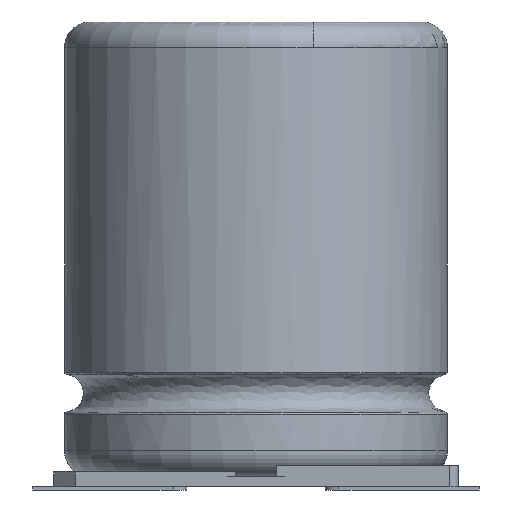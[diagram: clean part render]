
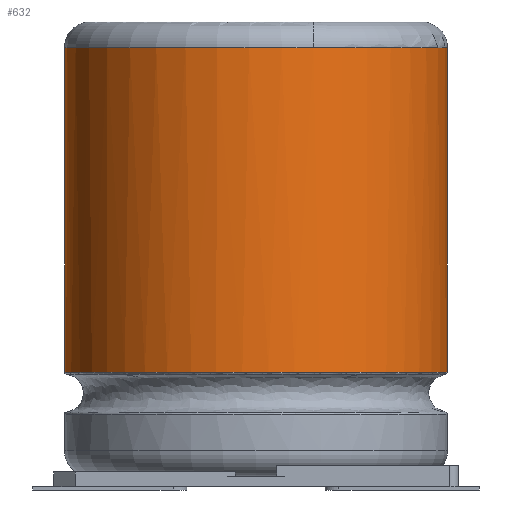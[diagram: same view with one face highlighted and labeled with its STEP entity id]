
A CAD part, front view. The second image highlights one B-rep face of the part: STEP entity #632.
In plain terms, the highlighted cylindrical face has radius 9 mm (diameter 18 mm), a full revolution.
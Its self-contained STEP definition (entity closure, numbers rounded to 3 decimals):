
#13=DIRECTION('',(0.,0.,1.));
#28=VECTOR('',#13,1.);
#34=DIRECTION('',(0.,0.,-1.));
#35=DIRECTION('',(-1.,0.,0.));
#415=VERTEX_POINT('',#416);
#416=CARTESIAN_POINT('',(-9.,0.,5.536));
#419=ORIENTED_EDGE('',*,*,#420,.T.);
#420=EDGE_CURVE('',#415,#415,#421,.T.);
#421=( BOUNDED_CURVE() B_SPLINE_CURVE(14,(#416,#422,#423,#424,#425,#426,#427,#428,#429,#430,#431,#432,#433,#434,#435),.UNSPECIFIED.,.T.,.F.) B_SPLINE_CURVE_WITH_KNOTS((15,15),(0.,56.549),.PIECEWISE_BEZIER_KNOTS.) CURVE() GEOMETRIC_REPRESENTATION_ITEM() RATIONAL_B_SPLINE_CURVE((1.,1.,1.,1.,1.,1.,1.,1.,1.,1.,1.,1.,1.,1.,1.)) REPRESENTATION_ITEM('') );
#422=CARTESIAN_POINT('',(-9.,3.981,5.536));
#423=CARTESIAN_POINT('',(-7.104,8.046,5.536));
#424=CARTESIAN_POINT('',(-3.179,11.137,5.536));
#425=CARTESIAN_POINT('',(2.175,12.153,5.536));
#426=CARTESIAN_POINT('',(7.721,10.142,5.536));
#427=CARTESIAN_POINT('',(11.442,6.16,5.536));
#428=CARTESIAN_POINT('',(13.795,0.,5.536));
#429=CARTESIAN_POINT('',(11.442,-6.16,5.536));
#430=CARTESIAN_POINT('',(7.721,-10.142,5.536));
#431=CARTESIAN_POINT('',(2.175,-12.153,5.536));
#432=CARTESIAN_POINT('',(-3.179,-11.137,5.536));
#433=CARTESIAN_POINT('',(-7.104,-8.046,5.536));
#434=CARTESIAN_POINT('',(-9.,-3.981,5.536));
#435=CARTESIAN_POINT('',(-9.,0.,5.536));
#632=ADVANCED_FACE('',(#633),#659,.T.);
#633=FACE_BOUND('',#634,.F.);
#634=EDGE_LOOP('',(#635,#641,#648,#652,#656,#658,#419));
#635=ORIENTED_EDGE('',*,*,#636,.T.);
#636=EDGE_CURVE('',#415,#637,#639,.T.);
#637=VERTEX_POINT('',#638);
#638=CARTESIAN_POINT('',(-9.,0.,20.8));
#639=LINE('',#640,#28);
#640=CARTESIAN_POINT('',(-9.,0.,5.45));
#641=ORIENTED_EDGE('',*,*,#642,.F.);
#642=EDGE_CURVE('',#643,#637,#645,.T.);
#643=VERTEX_POINT('',#644);
#644=CARTESIAN_POINT('',(2.7,-8.585,20.8));
#645=CIRCLE('',#646,9.);
#646=AXIS2_PLACEMENT_3D('',#647,#34,#35);
#647=CARTESIAN_POINT('',(0.,0.,20.8));
#648=ORIENTED_EDGE('',*,*,#649,.F.);
#649=EDGE_CURVE('',#650,#643,#645,.T.);
#650=VERTEX_POINT('',#651);
#651=CARTESIAN_POINT('',(9.,0.,20.8));
#652=ORIENTED_EDGE('',*,*,#653,.F.);
#653=EDGE_CURVE('',#654,#650,#645,.T.);
#654=VERTEX_POINT('',#655);
#655=CARTESIAN_POINT('',(2.7,8.585,20.8));
#656=ORIENTED_EDGE('',*,*,#657,.F.);
#657=EDGE_CURVE('',#637,#654,#645,.T.);
#658=ORIENTED_EDGE('',*,*,#636,.F.);
#659=CYLINDRICAL_SURFACE('',#660,9.);
#660=AXIS2_PLACEMENT_3D('',#661,#13,#35);
#661=CARTESIAN_POINT('',(0.,0.,5.45));
